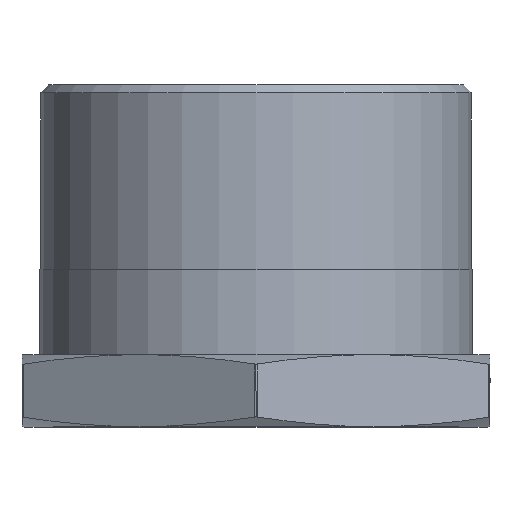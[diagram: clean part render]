
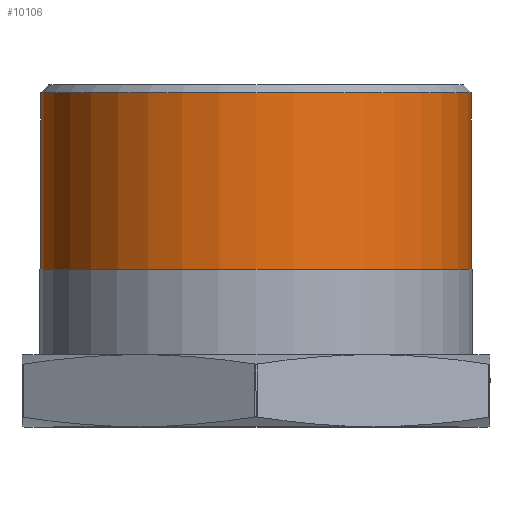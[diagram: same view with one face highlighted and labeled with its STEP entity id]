
A CAD part, top view. The second image highlights one B-rep face of the part: STEP entity #10106.
In plain terms, the highlighted cylindrical face has radius 23.901 mm (diameter 47.803 mm), a partial arc.
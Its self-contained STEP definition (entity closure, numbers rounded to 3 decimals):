
#256 = CYLINDRICAL_SURFACE ( 'NONE', #11631, 23.901 ) ;
#533 = VERTEX_POINT ( 'NONE', #764 ) ;
#572 = ORIENTED_EDGE ( 'NONE', *, *, #10292, .T. ) ;
#764 = CARTESIAN_POINT ( 'NONE',  ( -23.901, 17.5, 0. ) ) ;
#1584 = EDGE_CURVE ( 'NONE', #533, #11645, #5824, .T. ) ;
#1648 = VECTOR ( 'NONE', #6936, 1000. ) ;
#2005 = CARTESIAN_POINT ( 'NONE',  ( 0., 37.118, 0. ) ) ;
#2254 = CARTESIAN_POINT ( 'NONE',  ( 23.901, 17.5, 0. ) ) ;
#2277 = ORIENTED_EDGE ( 'NONE', *, *, #3311, .F. ) ;
#2553 = CARTESIAN_POINT ( 'NONE',  ( -23.902, 37.118, 0. ) ) ;
#2782 = DIRECTION ( 'NONE',  ( 1., 0., 0. ) ) ;
#3099 = CIRCLE ( 'NONE', #5342, 23.901 ) ;
#3176 = DIRECTION ( 'NONE',  ( 0., 1., 0. ) ) ;
#3311 = EDGE_CURVE ( 'NONE', #11645, #10894, #3099, .T. ) ;
#4563 = VECTOR ( 'NONE', #3176, 1000. ) ;
#4689 = ORIENTED_EDGE ( 'NONE', *, *, #11439, .T. ) ;
#5342 = AXIS2_PLACEMENT_3D ( 'NONE', #2005, #10295, #8447 ) ;
#5824 = LINE ( 'NONE', #8489, #1648 ) ;
#5966 = AXIS2_PLACEMENT_3D ( 'NONE', #7792, #9500, #10497 ) ;
#6007 = FACE_OUTER_BOUND ( 'NONE', #8788, .T. ) ;
#6148 = CARTESIAN_POINT ( 'NONE',  ( 23.902, 37.118, 0. ) ) ;
#6936 = DIRECTION ( 'NONE',  ( 0., 1., 0. ) ) ;
#6945 = CARTESIAN_POINT ( 'NONE',  ( 23.901, 8., 0. ) ) ;
#7792 = CARTESIAN_POINT ( 'NONE',  ( 0., 17.5, 0. ) ) ;
#8447 = DIRECTION ( 'NONE',  ( 1., 0., 0. ) ) ;
#8489 = CARTESIAN_POINT ( 'NONE',  ( -23.901, 8., 0. ) ) ;
#8788 = EDGE_LOOP ( 'NONE', ( #9274, #4689, #572, #2277 ) ) ;
#9076 = CARTESIAN_POINT ( 'NONE',  ( 0., 8., 0. ) ) ;
#9274 = ORIENTED_EDGE ( 'NONE', *, *, #1584, .F. ) ;
#9500 = DIRECTION ( 'NONE',  ( 0., 1., 0. ) ) ;
#10010 = DIRECTION ( 'NONE',  ( 0., 1., 0. ) ) ;
#10106 = ADVANCED_FACE ( 'NONE', ( #6007 ), #256, .T. ) ;
#10292 = EDGE_CURVE ( 'NONE', #10298, #10894, #11968, .T. ) ;
#10295 = DIRECTION ( 'NONE',  ( 0., 1., 0. ) ) ;
#10298 = VERTEX_POINT ( 'NONE', #2254 ) ;
#10403 = CIRCLE ( 'NONE', #5966, 23.901 ) ;
#10497 = DIRECTION ( 'NONE',  ( 1., 0., 0. ) ) ;
#10894 = VERTEX_POINT ( 'NONE', #6148 ) ;
#11439 = EDGE_CURVE ( 'NONE', #533, #10298, #10403, .T. ) ;
#11631 = AXIS2_PLACEMENT_3D ( 'NONE', #9076, #10010, #2782 ) ;
#11645 = VERTEX_POINT ( 'NONE', #2553 ) ;
#11968 = LINE ( 'NONE', #6945, #4563 ) ;
